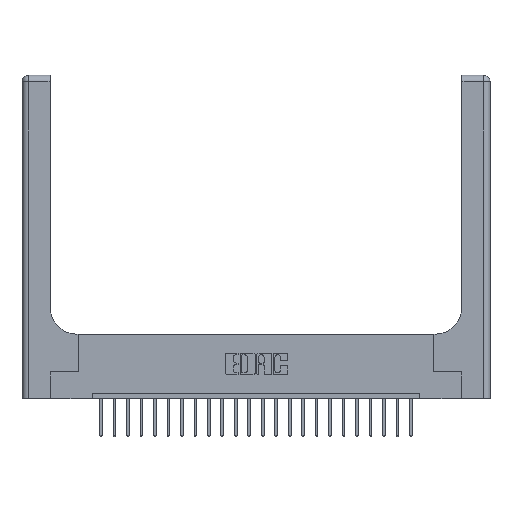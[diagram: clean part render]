
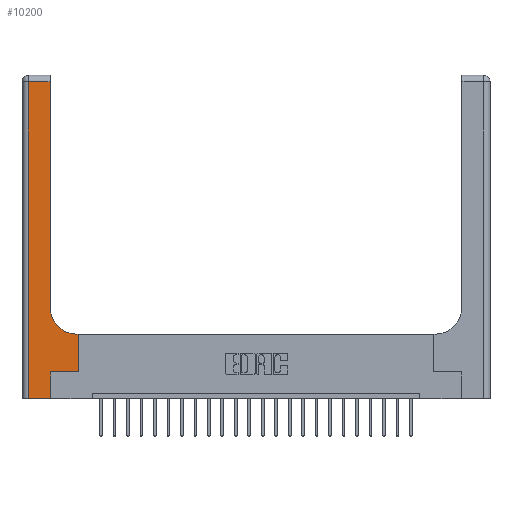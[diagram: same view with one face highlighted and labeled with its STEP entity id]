
A CAD part, top view. The second image highlights one B-rep face of the part: STEP entity #10200.
In plain terms, the highlighted planar face has unit normal (0, 0, 1).
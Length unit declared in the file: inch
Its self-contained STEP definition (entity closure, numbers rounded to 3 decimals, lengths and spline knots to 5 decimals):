
#155 = DIRECTION ( 'NONE',  ( 0., 1., 0. ) ) ;
#414 = VERTEX_POINT ( 'NONE', #779 ) ;
#779 = CARTESIAN_POINT ( 'NONE',  ( 0.265, 0.25, 0.37 ) ) ;
#781 = EDGE_CURVE ( 'NONE', #17812, #7251, #3439, .T. ) ;
#1095 = VERTEX_POINT ( 'NONE', #17175 ) ;
#1563 = ORIENTED_EDGE ( 'NONE', *, *, #14246, .T. ) ;
#1769 = ORIENTED_EDGE ( 'NONE', *, *, #6601, .T. ) ;
#2064 = PLANE ( 'NONE',  #10816 ) ;
#2170 = VECTOR ( 'NONE', #21214, 39.37008 ) ;
#2389 = VECTOR ( 'NONE', #4277, 39.37008 ) ;
#2412 = VERTEX_POINT ( 'NONE', #6129 ) ;
#2458 = CARTESIAN_POINT ( 'NONE',  ( 0.265, 0.25, 0.37 ) ) ;
#2672 = DIRECTION ( 'NONE',  ( 1., 0., 0. ) ) ;
#2761 = AXIS2_PLACEMENT_3D ( 'NONE', #16737, #18396, #2672 ) ;
#3439 = LINE ( 'NONE', #17279, #4502 ) ;
#3716 = CARTESIAN_POINT ( 'NONE',  ( 0.528, 0.25, 0.37 ) ) ;
#3817 = LINE ( 'NONE', #13979, #17135 ) ;
#4277 = DIRECTION ( 'NONE',  ( 1., 0., 0. ) ) ;
#4502 = VECTOR ( 'NONE', #20629, 39.37008 ) ;
#4570 = DIRECTION ( 'NONE',  ( 0., 1., 0. ) ) ;
#5610 = EDGE_CURVE ( 'NONE', #7251, #11262, #18663, .T. ) ;
#6129 = CARTESIAN_POINT ( 'NONE',  ( 0.265, 0., 0.37 ) ) ;
#6234 = ORIENTED_EDGE ( 'NONE', *, *, #12220, .T. ) ;
#6601 = EDGE_CURVE ( 'NONE', #17891, #17812, #12133, .T. ) ;
#7251 = VERTEX_POINT ( 'NONE', #19496 ) ;
#7290 = DIRECTION ( 'NONE',  ( 0., 0., -1. ) ) ;
#8559 = EDGE_CURVE ( 'NONE', #1095, #10375, #9304, .T. ) ;
#8746 = ORIENTED_EDGE ( 'NONE', *, *, #781, .T. ) ;
#9118 = CARTESIAN_POINT ( 'NONE',  ( 0.528, 0.25, 0.37 ) ) ;
#9273 = ORIENTED_EDGE ( 'NONE', *, *, #8559, .T. ) ;
#9304 = LINE ( 'NONE', #20895, #21063 ) ;
#10200 = ADVANCED_FACE ( 'NONE', ( #17952 ), #2064, .F. ) ;
#10240 = VERTEX_POINT ( 'NONE', #21741 ) ;
#10375 = VERTEX_POINT ( 'NONE', #15274 ) ;
#10798 = EDGE_CURVE ( 'NONE', #10375, #2412, #17671, .T. ) ;
#10816 = AXIS2_PLACEMENT_3D ( 'NONE', #14224, #7290, #19481 ) ;
#11191 = ORIENTED_EDGE ( 'NONE', *, *, #10798, .T. ) ;
#11262 = VERTEX_POINT ( 'NONE', #18971 ) ;
#12133 = LINE ( 'NONE', #3716, #12427 ) ;
#12220 = EDGE_CURVE ( 'NONE', #2412, #414, #16509, .T. ) ;
#12292 = DIRECTION ( 'NONE',  ( -1., 0., 0. ) ) ;
#12414 = CARTESIAN_POINT ( 'NONE',  ( 0.528, 0.6, 0.37 ) ) ;
#12427 = VECTOR ( 'NONE', #155, 39.37008 ) ;
#13979 = CARTESIAN_POINT ( 'NONE',  ( 0., 2.94, 0.37 ) ) ;
#14224 = CARTESIAN_POINT ( 'NONE',  ( 0., 3., 0.37 ) ) ;
#14246 = EDGE_CURVE ( 'NONE', #414, #17891, #14513, .T. ) ;
#14513 = LINE ( 'NONE', #2458, #2389 ) ;
#15274 = CARTESIAN_POINT ( 'NONE',  ( 0.06, 0., 0.37 ) ) ;
#15445 = VECTOR ( 'NONE', #20520, 39.37008 ) ;
#16108 = EDGE_LOOP ( 'NONE', ( #19972, #17487, #9273, #11191, #6234, #1563, #1769, #8746, #19115 ) ) ;
#16509 = LINE ( 'NONE', #22135, #15445 ) ;
#16737 = CARTESIAN_POINT ( 'NONE',  ( 0.51, 0.85, 0.37 ) ) ;
#17135 = VECTOR ( 'NONE', #12292, 39.37008 ) ;
#17175 = CARTESIAN_POINT ( 'NONE',  ( 0.06, 2.94, 0.37 ) ) ;
#17279 = CARTESIAN_POINT ( 'NONE',  ( 0.26, 0.6, 0.37 ) ) ;
#17487 = ORIENTED_EDGE ( 'NONE', *, *, #19855, .T. ) ;
#17671 = LINE ( 'NONE', #19457, #2170 ) ;
#17723 = CARTESIAN_POINT ( 'NONE',  ( 0.26, 3., 0.37 ) ) ;
#17812 = VERTEX_POINT ( 'NONE', #12414 ) ;
#17891 = VERTEX_POINT ( 'NONE', #9118 ) ;
#17952 = FACE_OUTER_BOUND ( 'NONE', #16108, .T. ) ;
#18396 = DIRECTION ( 'NONE',  ( 0., 0., -1. ) ) ;
#18522 = VECTOR ( 'NONE', #4570, 39.37008 ) ;
#18663 = CIRCLE ( 'NONE', #2761, 0.25 ) ;
#18853 = EDGE_CURVE ( 'NONE', #11262, #10240, #19629, .T. ) ;
#18956 = DIRECTION ( 'NONE',  ( 0., -1., 0. ) ) ;
#18971 = CARTESIAN_POINT ( 'NONE',  ( 0.26, 0.85, 0.37 ) ) ;
#19115 = ORIENTED_EDGE ( 'NONE', *, *, #5610, .T. ) ;
#19457 = CARTESIAN_POINT ( 'NONE',  ( 0., 0., 0.37 ) ) ;
#19481 = DIRECTION ( 'NONE',  ( -1., 0., 0. ) ) ;
#19496 = CARTESIAN_POINT ( 'NONE',  ( 0.51, 0.6, 0.37 ) ) ;
#19629 = LINE ( 'NONE', #17723, #18522 ) ;
#19855 = EDGE_CURVE ( 'NONE', #10240, #1095, #3817, .T. ) ;
#19972 = ORIENTED_EDGE ( 'NONE', *, *, #18853, .T. ) ;
#20520 = DIRECTION ( 'NONE',  ( 0., 1., 0. ) ) ;
#20629 = DIRECTION ( 'NONE',  ( -1., 0., 0. ) ) ;
#20895 = CARTESIAN_POINT ( 'NONE',  ( 0.06, 3., 0.37 ) ) ;
#21063 = VECTOR ( 'NONE', #18956, 39.37008 ) ;
#21214 = DIRECTION ( 'NONE',  ( 1., 0., 0. ) ) ;
#21741 = CARTESIAN_POINT ( 'NONE',  ( 0.26, 2.94, 0.37 ) ) ;
#22135 = CARTESIAN_POINT ( 'NONE',  ( 0.265, 0., 0.37 ) ) ;
